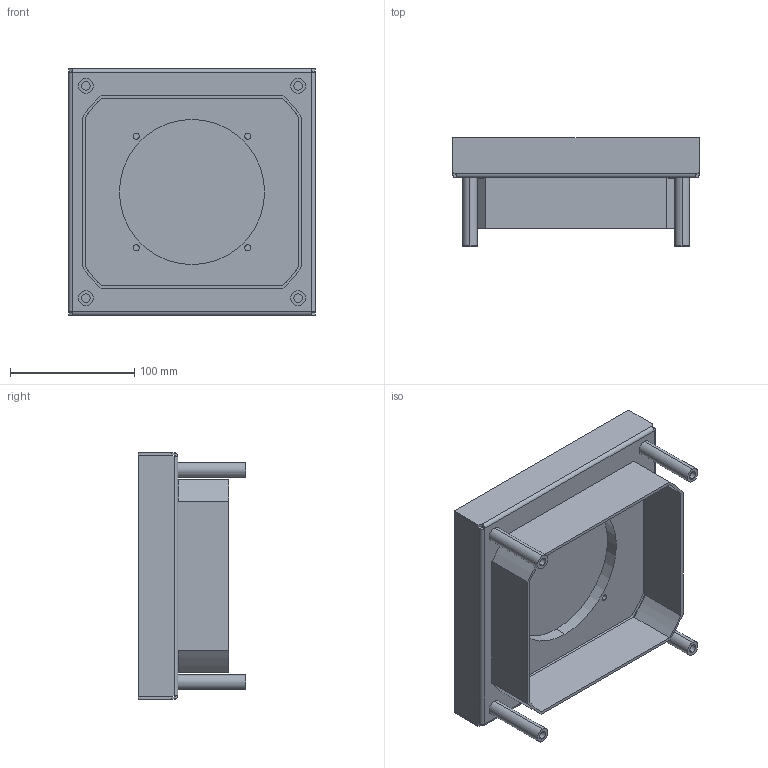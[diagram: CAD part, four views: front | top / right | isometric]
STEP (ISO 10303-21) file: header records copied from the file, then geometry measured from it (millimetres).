
FILE_DESCRIPTION((''),'2;1');
FILE_NAME('T-00935_ASM','2022-10-13T12:54:44',('letterg'),(''),'CREO PARAMETRIC BY PTC INC, 2022024','CREO PARAMETRIC BY PTC INC, 2022024','');
FILE_SCHEMA(('AUTOMOTIVE_DESIGN { 1 0 10303 214 1 1 1 1 }'));
Length unit declared in the file: millimetre
Products named in the file (8): T-00597; T-00595; T-00806_ASM; U09001; T-00586; T-00602; T-00860_ASM; T-00935_ASM
Assembly tree (10 placements, depth 3):
  T-00935_ASM
    T-00806_ASM
      T-00597
      T-00595
    U09001  x4
    T-00860_ASM
      T-00586
      T-00602
Bounding box: 199 x 87 x 199 mm (x, y, z)
Volume: 505214.6 mm3; surface area: 308113.5 mm2
Topology: 8 solids, 8 shells, 201 faces, 454 edges, 276 vertices
Faces by surface type: plane 127, cylinder 74
Entity records: 5748 total; most frequent: DIRECTION 856, CARTESIAN_POINT 820, ORIENTED_EDGE 764, EDGE_CURVE 382, AXIS2_PLACEMENT_3D 287, VECTOR 282, LINE 282, VERTEX_POINT 228
